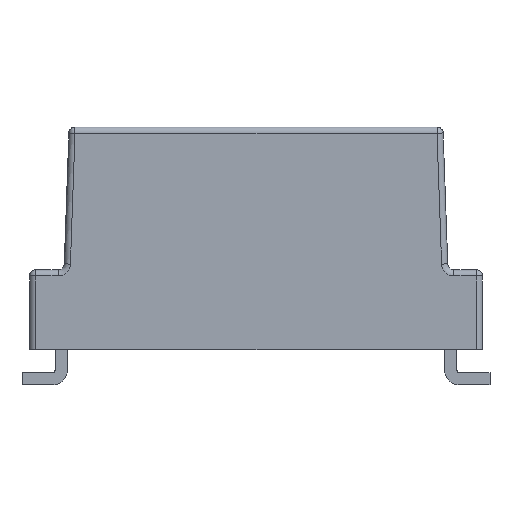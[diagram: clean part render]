
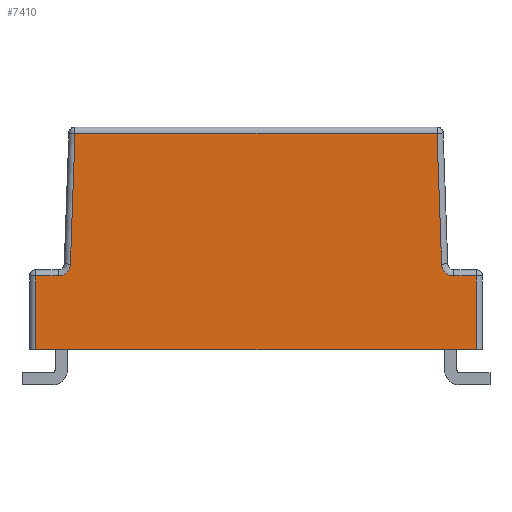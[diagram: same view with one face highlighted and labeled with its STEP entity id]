
A CAD part, left-side view. The second image highlights one B-rep face of the part: STEP entity #7410.
In plain terms, the highlighted planar face has unit normal (-1, 0, 0).
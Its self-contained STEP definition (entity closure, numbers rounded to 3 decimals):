
#245=CIRCLE('',#7802,0.4);
#246=CIRCLE('',#7803,0.4);
#618=ORIENTED_EDGE('',*,*,#2282,.T.);
#619=ORIENTED_EDGE('',*,*,#2283,.T.);
#620=ORIENTED_EDGE('',*,*,#2156,.T.);
#621=ORIENTED_EDGE('',*,*,#2284,.T.);
#622=ORIENTED_EDGE('',*,*,#2285,.T.);
#623=ORIENTED_EDGE('',*,*,#2286,.F.);
#624=ORIENTED_EDGE('',*,*,#2287,.T.);
#625=ORIENTED_EDGE('',*,*,#2288,.T.);
#626=ORIENTED_EDGE('',*,*,#2289,.T.);
#627=ORIENTED_EDGE('',*,*,#2290,.F.);
#2156=EDGE_CURVE('',#2995,#2996,#3557,.T.);
#2282=EDGE_CURVE('',#3107,#3108,#3619,.T.);
#2283=EDGE_CURVE('',#3108,#2995,#3620,.T.);
#2284=EDGE_CURVE('',#2996,#3109,#3621,.F.);
#2285=EDGE_CURVE('',#3109,#3110,#3622,.F.);
#2286=EDGE_CURVE('',#3111,#3110,#245,.F.);
#2287=EDGE_CURVE('',#3111,#3112,#3623,.F.);
#2288=EDGE_CURVE('',#3112,#3113,#3624,.F.);
#2289=EDGE_CURVE('',#3113,#3114,#3625,.T.);
#2290=EDGE_CURVE('',#3107,#3114,#246,.F.);
#2995=VERTEX_POINT('',#9941);
#2996=VERTEX_POINT('',#9942);
#3107=VERTEX_POINT('',#10466);
#3108=VERTEX_POINT('',#10467);
#3109=VERTEX_POINT('',#10470);
#3110=VERTEX_POINT('',#10472);
#3111=VERTEX_POINT('',#10474);
#3112=VERTEX_POINT('',#10476);
#3113=VERTEX_POINT('',#10478);
#3114=VERTEX_POINT('',#10480);
#3557=LINE('',#9940,#4174);
#3619=LINE('',#10465,#4236);
#3620=LINE('',#10468,#4237);
#3621=LINE('',#10469,#4238);
#3622=LINE('',#10471,#4239);
#3623=LINE('',#10475,#4240);
#3624=LINE('',#10477,#4241);
#3625=LINE('',#10479,#4242);
#4174=VECTOR('',#8357,1000.);
#4236=VECTOR('',#8437,1000.);
#4237=VECTOR('',#8438,1000.);
#4238=VECTOR('',#8439,1000.);
#4239=VECTOR('',#8440,1000.);
#4240=VECTOR('',#8443,1000.);
#4241=VECTOR('',#8444,1000.);
#4242=VECTOR('',#8445,1000.);
#4729=EDGE_LOOP('',(#618,#619,#620,#621,#622,#623,#624,#625,#626,#627));
#5104=FACE_BOUND('',#4729,.T.);
#5457=PLANE('',#7801);
#7410=ADVANCED_FACE('',(#5104),#5457,.F.);
#7801=AXIS2_PLACEMENT_3D('',#10464,#8435,#8436);
#7802=AXIS2_PLACEMENT_3D('',#10473,#8441,#8442);
#7803=AXIS2_PLACEMENT_3D('',#10481,#8446,#8447);
#8357=DIRECTION('',(0.,-1.,0.));
#8435=DIRECTION('',(1.,0.,0.));
#8436=DIRECTION('',(0.,1.,0.));
#8437=DIRECTION('',(0.,1.,0.));
#8438=DIRECTION('',(0.,0.,-1.));
#8439=DIRECTION('',(0.,0.,-1.));
#8440=DIRECTION('',(0.,-1.,0.));
#8441=DIRECTION('',(1.,0.,0.));
#8442=DIRECTION('',(0.,1.,0.));
#8443=DIRECTION('',(0.,-0.035,-0.999));
#8444=DIRECTION('',(0.,-1.,0.));
#8445=DIRECTION('',(0.,0.035,-0.999));
#8446=DIRECTION('',(1.,0.,0.));
#8447=DIRECTION('',(0.,1.,0.));
#9940=CARTESIAN_POINT('',(-8.55,7.375,0.));
#9941=CARTESIAN_POINT('',(-8.55,7.175,0.));
#9942=CARTESIAN_POINT('',(-8.55,-7.175,0.));
#10464=CARTESIAN_POINT('',(-8.55,7.375,7.25));
#10465=CARTESIAN_POINT('',(-8.55,7.375,2.4));
#10466=CARTESIAN_POINT('',(-8.55,6.443,2.4));
#10467=CARTESIAN_POINT('',(-8.55,7.175,2.4));
#10468=CARTESIAN_POINT('',(-8.55,7.175,7.25));
#10469=CARTESIAN_POINT('',(-8.55,-7.175,7.25));
#10470=CARTESIAN_POINT('',(-8.55,-7.175,2.4));
#10471=CARTESIAN_POINT('',(-8.55,7.375,2.4));
#10472=CARTESIAN_POINT('',(-8.55,-6.443,2.4));
#10473=CARTESIAN_POINT('',(-8.55,-6.443,2.8));
#10474=CARTESIAN_POINT('',(-8.55,-6.043,2.786));
#10475=CARTESIAN_POINT('',(-8.55,-5.871,7.713));
#10476=CARTESIAN_POINT('',(-8.55,-5.894,7.05));
#10477=CARTESIAN_POINT('',(-8.55,6.088,7.05));
#10478=CARTESIAN_POINT('',(-8.55,5.894,7.05));
#10479=CARTESIAN_POINT('',(-8.55,6.05,2.593));
#10480=CARTESIAN_POINT('',(-8.55,6.043,2.786));
#10481=CARTESIAN_POINT('',(-8.55,6.443,2.8));
